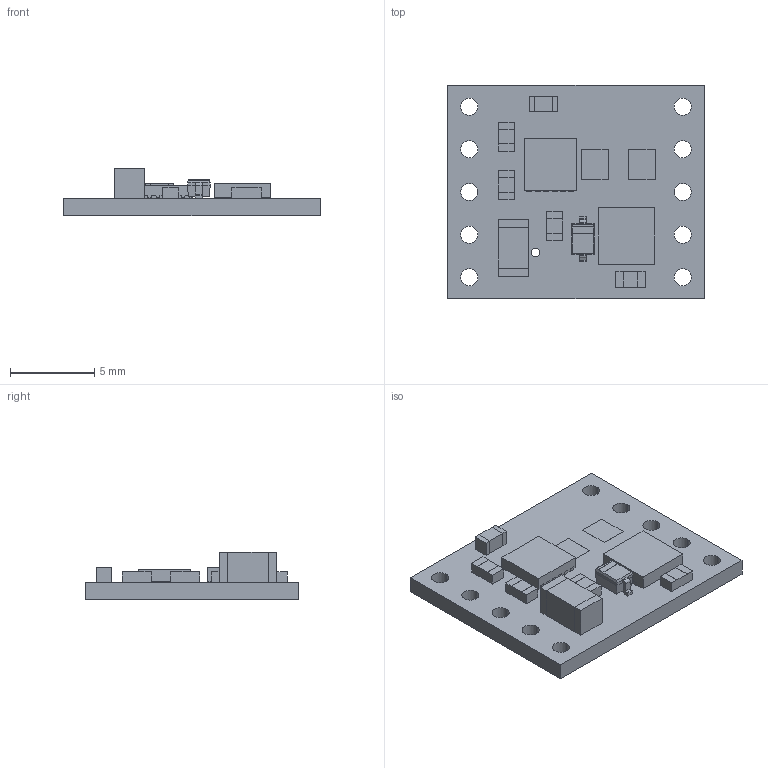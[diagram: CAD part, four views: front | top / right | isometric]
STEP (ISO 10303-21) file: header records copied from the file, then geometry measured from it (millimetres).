
FILE_DESCRIPTION (( 'STEP AP214' ), '1' );
FILE_NAME ('max14870-single-brushed-dc-motor-driver-carrier.step', '2017-08-01T18:35:53', ( '' ), ( '' ), 'SwSTEP 2.0', 'SolidWorks 2016', '' );
FILE_SCHEMA (( 'AUTOMOTIVE_DESIGN' ));
Length unit declared in the file: millimetre
Products named in the file (1): max14870-single-brushed-dc-motor-driver-carrier
Bounding box: 15.24 x 12.7 x 2.82 mm (x, y, z)
Volume: 224.7 mm3; surface area: 553.2 mm2
Topology: 1 solids, 1 shells, 669 faces, 1842 edges, 1206 vertices
Faces by surface type: plane 476, bspline 163, cylinder 30
Entity records: 34035 total; most frequent: CARTESIAN_POINT 10625, ORIENTED_EDGE 3684, DIRECTION 2578, EDGE_CURVE 1842, LINE 1444, VECTOR 1444, VERTEX_POINT 1206, EDGE_LOOP 756
